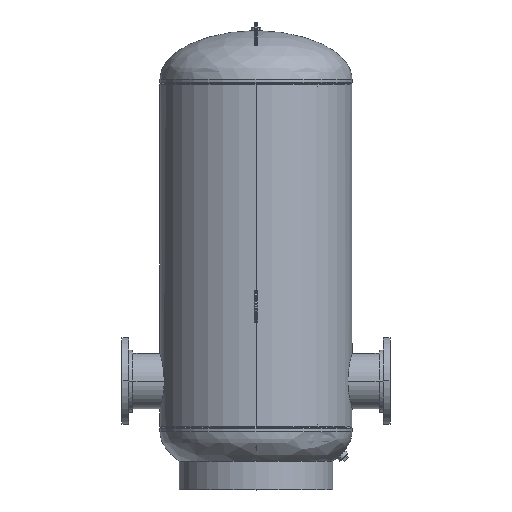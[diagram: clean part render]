
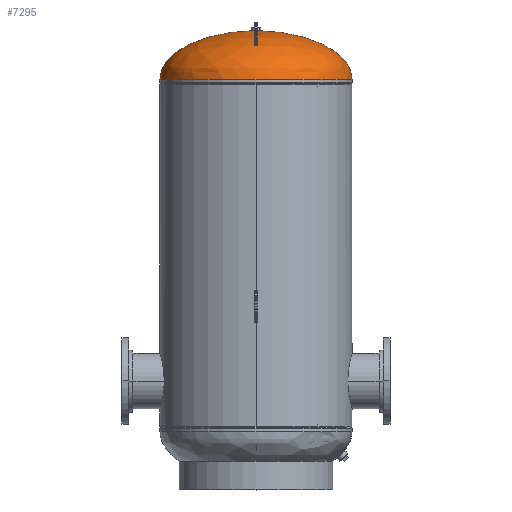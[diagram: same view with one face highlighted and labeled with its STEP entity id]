
A CAD part, top view. The second image highlights one B-rep face of the part: STEP entity #7295.
In plain terms, the highlighted free-form (B-spline) face has degree [3, 3] with [4, 4] control points.
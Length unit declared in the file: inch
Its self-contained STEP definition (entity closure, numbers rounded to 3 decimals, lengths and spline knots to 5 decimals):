
#357 = AXIS2_PLACEMENT_3D ( 'NONE', #428, #1880, #2778 ) ;
#358 = VERTEX_POINT ( 'NONE', #8189 ) ;
#388 = CIRCLE ( 'NONE', #6283, 0.625 ) ;
#428 = CARTESIAN_POINT ( 'NONE',  ( 0., 8.36841, 0. ) ) ;
#431 = CARTESIAN_POINT ( 'NONE',  ( -15., 0.788, 30. ) ) ;
#492 = VERTEX_POINT ( 'NONE', #6946 ) ;
#565 = VERTEX_POINT ( 'NONE', #7677 ) ;
#647 = CARTESIAN_POINT ( 'NONE',  ( 0.625, 8.36841, 0. ) ) ;
#682 = DIRECTION ( 'NONE',  ( 0., -1., 0. ) ) ;
#849 = CARTESIAN_POINT ( 'NONE',  ( -15., 5.08686, 0. ) ) ;
#984 = CARTESIAN_POINT ( 'NONE',  ( 0., 0.788, 0. ) ) ;
#1224 = CARTESIAN_POINT ( 'NONE',  ( 15., 5.08686, 30. ) ) ;
#1653 = CARTESIAN_POINT ( 'NONE',  ( 0.625, 8.36841, 0. ) ) ;
#1855 = EDGE_CURVE ( 'NONE', #565, #492, #9768, .T. ) ;
#1880 = DIRECTION ( 'NONE',  ( 0., -1., 0. ) ) ;
#2212 = CARTESIAN_POINT ( 'NONE',  ( -0.625, 8.36841, 1.25 ) ) ;
#2401 = ORIENTED_EDGE ( 'NONE', *, *, #6401, .T. ) ;
#2755 = ORIENTED_EDGE ( 'NONE', *, *, #5254, .F. ) ;
#2778 = DIRECTION ( 'NONE',  ( -1., 0., 0. ) ) ;
#2832 = EDGE_CURVE ( 'NONE', #5299, #8911, #7245, .T. ) ;
#3002 = FACE_OUTER_BOUND ( 'NONE', #5403, .T. ) ;
#3061 = CARTESIAN_POINT ( 'NONE',  ( -15., 5.08686, 0. ) ) ;
#3636 = CARTESIAN_POINT ( 'NONE',  ( -15., 0.788, 0. ) ) ;
#3845 = CARTESIAN_POINT ( 'NONE',  ( 9.11675, 8.18929, 18.23349 ) ) ;
#4187 = CARTESIAN_POINT ( 'NONE',  ( 9.11675, 8.18929, 0. ) ) ;
#4434 = CARTESIAN_POINT ( 'NONE',  ( 15., 5.08686, 0. ) ) ;
#4656 = CARTESIAN_POINT ( 'NONE',  ( -9.11675, 8.18929, 0. ) ) ;
#4851 =( BOUNDED_CURVE ( )  B_SPLINE_CURVE ( 3, ( #6554, #8679, #849, #5708 ),
 .UNSPECIFIED., .F., .T. ) 
 B_SPLINE_CURVE_WITH_KNOTS ( ( 4, 4 ),
 ( 4.75407, 6.28319 ),
 .UNSPECIFIED. ) 
 CURVE ( )  GEOMETRIC_REPRESENTATION_ITEM ( )  RATIONAL_B_SPLINE_CURVE ( ( 1., 0.814, 0.814, 1. ) ) 
 REPRESENTATION_ITEM ( '' )  );
#5201 = DIRECTION ( 'NONE',  ( -1., 0., 0. ) ) ;
#5254 = EDGE_CURVE ( 'NONE', #5299, #492, #9842, .T. ) ;
#5299 = VERTEX_POINT ( 'NONE', #7352 ) ;
#5403 = EDGE_LOOP ( 'NONE', ( #2401, #5469, #7390, #2755, #9864 ) ) ;
#5469 = ORIENTED_EDGE ( 'NONE', *, *, #6847, .T. ) ;
#5506 = CARTESIAN_POINT ( 'NONE',  ( -15., 5.08686, 30. ) ) ;
#5551 =( BOUNDED_SURFACE ( )  B_SPLINE_SURFACE ( 3, 3, ( 
 ( #9430, #2212, #8658, #647 ),
 ( #4656, #7851, #3845, #7063 ),
 ( #3061, #5506, #1224, #4434 ),
 ( #3636, #431, #7790, #8643 ) ),
 .UNSPECIFIED., .F., .F., .F. ) 
 B_SPLINE_SURFACE_WITH_KNOTS ( ( 4, 4 ),
 ( 4, 4 ),
 ( 0., 1. ),
 ( 0., 1. ),
 .UNSPECIFIED. ) 
 GEOMETRIC_REPRESENTATION_ITEM ( )  RATIONAL_B_SPLINE_SURFACE ( (
 ( 1., 0.333, 0.333, 1.),
 ( 0.814, 0.271, 0.271, 0.814),
 ( 0.814, 0.271, 0.271, 0.814),
 ( 1., 0.333, 0.333, 1.) ) ) 
 REPRESENTATION_ITEM ( '' )  SURFACE ( )  );
#5708 = CARTESIAN_POINT ( 'NONE',  ( -15., 0.788, 0. ) ) ;
#6280 = DIRECTION ( 'NONE',  ( -1., 0., 0. ) ) ;
#6283 = AXIS2_PLACEMENT_3D ( 'NONE', #8876, #682, #6280 ) ;
#6401 = EDGE_CURVE ( 'NONE', #8911, #358, #388, .T. ) ;
#6554 = CARTESIAN_POINT ( 'NONE',  ( -0.625, 8.36841, 0. ) ) ;
#6847 = EDGE_CURVE ( 'NONE', #358, #565, #4851, .T. ) ;
#6946 = CARTESIAN_POINT ( 'NONE',  ( 15., 0.788, 0. ) ) ;
#7063 = CARTESIAN_POINT ( 'NONE',  ( 9.11675, 8.18929, 0. ) ) ;
#7245 = CIRCLE ( 'NONE', #357, 0.625 ) ;
#7295 = ADVANCED_FACE ( 'NONE', ( #3002 ), #5551, .T. ) ;
#7352 = CARTESIAN_POINT ( 'NONE',  ( 0.625, 8.36841, 0. ) ) ;
#7390 = ORIENTED_EDGE ( 'NONE', *, *, #1855, .T. ) ;
#7405 = CARTESIAN_POINT ( 'NONE',  ( 15., 0.788, 0. ) ) ;
#7677 = CARTESIAN_POINT ( 'NONE',  ( -15., 0.788, 0. ) ) ;
#7790 = CARTESIAN_POINT ( 'NONE',  ( 15., 0.788, 30. ) ) ;
#7851 = CARTESIAN_POINT ( 'NONE',  ( -9.11675, 8.18929, 18.23349 ) ) ;
#8087 = CARTESIAN_POINT ( 'NONE',  ( 15., 5.08686, 0. ) ) ;
#8189 = CARTESIAN_POINT ( 'NONE',  ( -0.625, 8.36841, 0. ) ) ;
#8312 = DIRECTION ( 'NONE',  ( 0., 1., 0. ) ) ;
#8643 = CARTESIAN_POINT ( 'NONE',  ( 15., 0.788, 0. ) ) ;
#8658 = CARTESIAN_POINT ( 'NONE',  ( 0.625, 8.36841, 1.25 ) ) ;
#8679 = CARTESIAN_POINT ( 'NONE',  ( -9.11675, 8.18929, 0. ) ) ;
#8766 = AXIS2_PLACEMENT_3D ( 'NONE', #984, #8312, #5201 ) ;
#8876 = CARTESIAN_POINT ( 'NONE',  ( 0., 8.36841, 0. ) ) ;
#8911 = VERTEX_POINT ( 'NONE', #9968 ) ;
#9430 = CARTESIAN_POINT ( 'NONE',  ( -0.625, 8.36841, 0. ) ) ;
#9768 = CIRCLE ( 'NONE', #8766, 15. ) ;
#9842 =( BOUNDED_CURVE ( )  B_SPLINE_CURVE ( 3, ( #1653, #4187, #8087, #7405 ),
 .UNSPECIFIED., .F., .T. ) 
 B_SPLINE_CURVE_WITH_KNOTS ( ( 4, 4 ),
 ( 4.75407, 6.28319 ),
 .UNSPECIFIED. ) 
 CURVE ( )  GEOMETRIC_REPRESENTATION_ITEM ( )  RATIONAL_B_SPLINE_CURVE ( ( 1., 0.814, 0.814, 1. ) ) 
 REPRESENTATION_ITEM ( '' )  );
#9864 = ORIENTED_EDGE ( 'NONE', *, *, #2832, .T. ) ;
#9968 = CARTESIAN_POINT ( 'NONE',  ( 0., 8.36841, 0.625 ) ) ;
